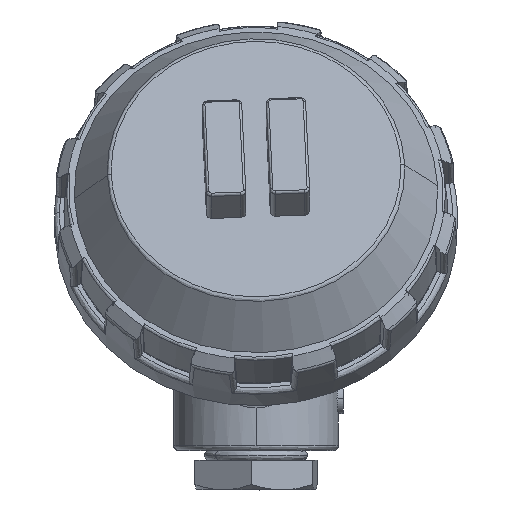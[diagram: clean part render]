
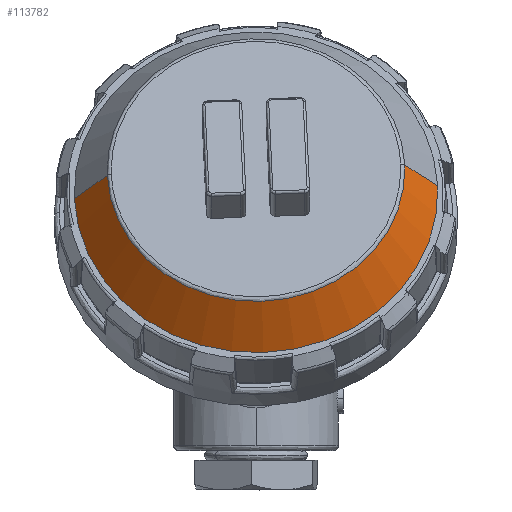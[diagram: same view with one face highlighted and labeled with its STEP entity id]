
A CAD part, top view. The second image highlights one B-rep face of the part: STEP entity #113782.
In plain terms, the highlighted conical face has half-angle 35 degrees and reference radius 37 mm.
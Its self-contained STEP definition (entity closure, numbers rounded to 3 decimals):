
#7757 = DIRECTION ( 'NONE',  ( -1., 0., 0. ) ) ;
#8677 = DIRECTION ( 'NONE',  ( -1., 0., 0. ) ) ;
#20947 = CIRCLE ( 'NONE', #139328, 37. ) ;
#22404 = VERTEX_POINT ( 'NONE', #133805 ) ;
#24842 = ORIENTED_EDGE ( 'NONE', *, *, #28189, .T. ) ;
#25943 = ORIENTED_EDGE ( 'NONE', *, *, #137911, .F. ) ;
#28189 = EDGE_CURVE ( 'NONE', #22404, #89134, #120077, .T. ) ;
#32459 = DIRECTION ( 'NONE',  ( 0.574, 0., -0.819 ) ) ;
#34380 = ORIENTED_EDGE ( 'NONE', *, *, #45002, .T. ) ;
#40877 = AXIS2_PLACEMENT_3D ( 'NONE', #139041, #73542, #8677 ) ;
#41992 = CARTESIAN_POINT ( 'NONE',  ( 37., 0., 15.5 ) ) ;
#45002 = EDGE_CURVE ( 'NONE', #45222, #22404, #111246, .T. ) ;
#45031 = CARTESIAN_POINT ( 'NONE',  ( 0., 0., 25.074 ) ) ;
#45222 = VERTEX_POINT ( 'NONE', #119877 ) ;
#49786 = AXIS2_PLACEMENT_3D ( 'NONE', #45031, #53624, #65014 ) ;
#53125 = CARTESIAN_POINT ( 'NONE',  ( 37., 0., 15.5 ) ) ;
#53624 = DIRECTION ( 'NONE',  ( 0., 0., -1. ) ) ;
#58581 = CARTESIAN_POINT ( 'NONE',  ( -37., 0., 15.5 ) ) ;
#65014 = DIRECTION ( 'NONE',  ( -1., 0., 0. ) ) ;
#72839 = FACE_OUTER_BOUND ( 'NONE', #135475, .T. ) ;
#73542 = DIRECTION ( 'NONE',  ( 0., 0., -1. ) ) ;
#76446 = VECTOR ( 'NONE', #124124, 1000. ) ;
#84136 = VERTEX_POINT ( 'NONE', #114535 ) ;
#86911 = ORIENTED_EDGE ( 'NONE', *, *, #109594, .F. ) ;
#89134 = VERTEX_POINT ( 'NONE', #41992 ) ;
#92769 = LINE ( 'NONE', #58581, #76446 ) ;
#104665 = DIRECTION ( 'NONE',  ( 0., 0., -1. ) ) ;
#105373 = CARTESIAN_POINT ( 'NONE',  ( 0., 0., 15.5 ) ) ;
#109103 = CONICAL_SURFACE ( 'NONE', #40877, 37., 0.611 ) ;
#109594 = EDGE_CURVE ( 'NONE', #84136, #89134, #20947, .T. ) ;
#111246 = CIRCLE ( 'NONE', #49786, 30.297 ) ;
#113782 = ADVANCED_FACE ( 'NONE', ( #72839 ), #109103, .T. ) ;
#114535 = CARTESIAN_POINT ( 'NONE',  ( -37., 0., 15.5 ) ) ;
#119877 = CARTESIAN_POINT ( 'NONE',  ( -30.297, 0., 25.074 ) ) ;
#120077 = LINE ( 'NONE', #53125, #133544 ) ;
#124124 = DIRECTION ( 'NONE',  ( -0.574, 0., -0.819 ) ) ;
#133544 = VECTOR ( 'NONE', #32459, 1000. ) ;
#133805 = CARTESIAN_POINT ( 'NONE',  ( 30.297, 0., 25.074 ) ) ;
#135475 = EDGE_LOOP ( 'NONE', ( #34380, #24842, #86911, #25943 ) ) ;
#137911 = EDGE_CURVE ( 'NONE', #45222, #84136, #92769, .T. ) ;
#139041 = CARTESIAN_POINT ( 'NONE',  ( 0., 0., 15.5 ) ) ;
#139328 = AXIS2_PLACEMENT_3D ( 'NONE', #105373, #104665, #7757 ) ;
